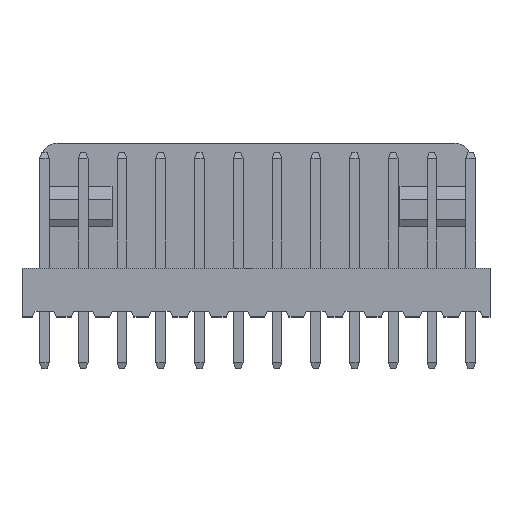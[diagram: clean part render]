
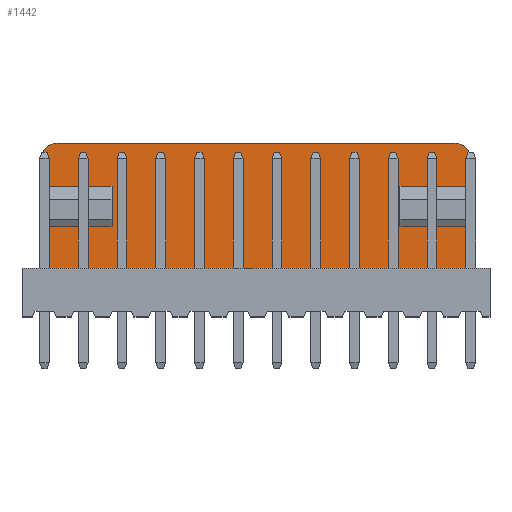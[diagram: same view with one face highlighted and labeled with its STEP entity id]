
A CAD part, top view. The second image highlights one B-rep face of the part: STEP entity #1442.
In plain terms, the highlighted planar face has unit normal (0, 0, 1).
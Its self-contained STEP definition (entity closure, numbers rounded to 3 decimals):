
#209 = ORIENTED_EDGE ( 'NONE', *, *, #2445, .F. ) ;
#278 = ORIENTED_EDGE ( 'NONE', *, *, #2431, .T. ) ;
#284 = ORIENTED_EDGE ( 'NONE', *, *, #2447, .T. ) ;
#324 = ORIENTED_EDGE ( 'NONE', *, *, #2427, .T. ) ;
#351 = ORIENTED_EDGE ( 'NONE', *, *, #2443, .T. ) ;
#358 = ORIENTED_EDGE ( 'NONE', *, *, #2497, .F. ) ;
#374 = ORIENTED_EDGE ( 'NONE', *, *, #2429, .F. ) ;
#381 = ORIENTED_EDGE ( 'NONE', *, *, #2441, .F. ) ;
#411 = ORIENTED_EDGE ( 'NONE', *, *, #2463, .F. ) ;
#414 = ORIENTED_EDGE ( 'NONE', *, *, #2439, .F. ) ;
#416 = ORIENTED_EDGE ( 'NONE', *, *, #2437, .F. ) ;
#448 = ORIENTED_EDGE ( 'NONE', *, *, #2503, .T. ) ;
#454 = ORIENTED_EDGE ( 'NONE', *, *, #2435, .T. ) ;
#472 = ORIENTED_EDGE ( 'NONE', *, *, #2433, .F. ) ;
#1119 = EDGE_LOOP ( 'NONE', ( #209, #351, #381, #448, #414, #358, #416, #454, #472, #411, #278, #284, #374, #324 ) ) ;
#1442 = ADVANCED_FACE ( 'NONE', ( #3765 ), #4974, .T. ) ;
#1946 = VERTEX_POINT ( 'NONE', #5320 ) ;
#1950 = VERTEX_POINT ( 'NONE', #5324 ) ;
#1952 = VERTEX_POINT ( 'NONE', #5326 ) ;
#1955 = VERTEX_POINT ( 'NONE', #5329 ) ;
#1961 = VERTEX_POINT ( 'NONE', #5335 ) ;
#1962 = VERTEX_POINT ( 'NONE', #5336 ) ;
#1963 = VERTEX_POINT ( 'NONE', #5337 ) ;
#1965 = VERTEX_POINT ( 'NONE', #5339 ) ;
#1966 = VERTEX_POINT ( 'NONE', #5340 ) ;
#1968 = VERTEX_POINT ( 'NONE', #5342 ) ;
#1969 = VERTEX_POINT ( 'NONE', #5343 ) ;
#1972 = VERTEX_POINT ( 'NONE', #5346 ) ;
#1973 = VERTEX_POINT ( 'NONE', #5347 ) ;
#1975 = VERTEX_POINT ( 'NONE', #5349 ) ;
#2427 = EDGE_CURVE ( 'NONE', #1972, #1968, #6735, .T. ) ;
#2429 = EDGE_CURVE ( 'NONE', #1972, #1969, #6738, .T. ) ;
#2431 = EDGE_CURVE ( 'NONE', #1963, #1962, #6742, .T. ) ;
#2433 = EDGE_CURVE ( 'NONE', #1965, #1975, #6746, .T. ) ;
#2435 = EDGE_CURVE ( 'NONE', #1961, #1975, #6750, .T. ) ;
#2437 = EDGE_CURVE ( 'NONE', #1961, #1950, #6754, .T. ) ;
#2439 = EDGE_CURVE ( 'NONE', #1946, #1952, #6758, .T. ) ;
#2441 = EDGE_CURVE ( 'NONE', #1955, #1973, #6762, .T. ) ;
#2443 = EDGE_CURVE ( 'NONE', #1966, #1973, #6766, .T. ) ;
#2445 = EDGE_CURVE ( 'NONE', #1966, #1968, #6760, .T. ) ;
#2447 = EDGE_CURVE ( 'NONE', #1962, #1969, #6769, .T. ) ;
#2463 = EDGE_CURVE ( 'NONE', #1963, #1965, #6799, .T. ) ;
#2497 = EDGE_CURVE ( 'NONE', #1950, #1946, #6873, .T. ) ;
#2503 = EDGE_CURVE ( 'NONE', #1955, #1952, #6885, .T. ) ;
#3765 = FACE_OUTER_BOUND ( 'NONE', #1119, .T. ) ;
#4460 = AXIS2_PLACEMENT_3D ( 'NONE', #4975, #4980, #4981 ) ;
#4531 = AXIS2_PLACEMENT_3D ( 'NONE', #6067, #6068, #6069 ) ;
#4532 = AXIS2_PLACEMENT_3D ( 'NONE', #6100, #6101, #6102 ) ;
#4974 = PLANE ( 'NONE',  #4460 ) ;
#4975 = CARTESIAN_POINT ( 'NONE',  ( 5.963, 53.751, -4.64 ) ) ;
#4980 = DIRECTION ( 'NONE',  ( 0., 0., 1. ) ) ;
#4981 = DIRECTION ( 'NONE',  ( 1., 0., 0. ) ) ;
#5320 = CARTESIAN_POINT ( 'NONE',  ( 11.863, 48.254, -4.64 ) ) ;
#5324 = CARTESIAN_POINT ( 'NONE',  ( 7.263, 48.254, -4.64 ) ) ;
#5326 = CARTESIAN_POINT ( 'NONE',  ( 11.863, 50.926, -4.64 ) ) ;
#5329 = CARTESIAN_POINT ( 'NONE',  ( 7.263, 50.926, -4.64 ) ) ;
#5335 = CARTESIAN_POINT ( 'NONE',  ( 7.263, 45.547, -4.64 ) ) ;
#5336 = CARTESIAN_POINT ( 'NONE',  ( 30.743, 50.926, -4.64 ) ) ;
#5337 = CARTESIAN_POINT ( 'NONE',  ( 30.743, 48.254, -4.64 ) ) ;
#5339 = CARTESIAN_POINT ( 'NONE',  ( 35.343, 48.254, -4.64 ) ) ;
#5340 = CARTESIAN_POINT ( 'NONE',  ( 8.263, 53.751, -4.64 ) ) ;
#5342 = CARTESIAN_POINT ( 'NONE',  ( 34.343, 53.751, -4.64 ) ) ;
#5343 = CARTESIAN_POINT ( 'NONE',  ( 35.343, 50.926, -4.64 ) ) ;
#5346 = CARTESIAN_POINT ( 'NONE',  ( 35.343, 52.751, -4.64 ) ) ;
#5347 = CARTESIAN_POINT ( 'NONE',  ( 7.263, 52.751, -4.64 ) ) ;
#5349 = CARTESIAN_POINT ( 'NONE',  ( 35.343, 45.547, -4.64 ) ) ;
#6067 = CARTESIAN_POINT ( 'NONE',  ( 34.343, 52.751, -4.64 ) ) ;
#6068 = DIRECTION ( 'NONE',  ( 0., 0., 1. ) ) ;
#6069 = DIRECTION ( 'NONE',  ( 1., 0., 0. ) ) ;
#6070 = CARTESIAN_POINT ( 'NONE',  ( 35.343, 53.751, -4.64 ) ) ;
#6071 = DIRECTION ( 'NONE',  ( 0., -1., 0. ) ) ;
#6074 = CARTESIAN_POINT ( 'NONE',  ( 30.743, 26.657, -4.64 ) ) ;
#6075 = DIRECTION ( 'NONE',  ( 0., 1., 0. ) ) ;
#6078 = CARTESIAN_POINT ( 'NONE',  ( 35.343, 48.254, -4.64 ) ) ;
#6079 = DIRECTION ( 'NONE',  ( 0., -1., 0. ) ) ;
#6082 = CARTESIAN_POINT ( 'NONE',  ( 5.963, 45.547, -4.64 ) ) ;
#6083 = DIRECTION ( 'NONE',  ( 1., 0., 0. ) ) ;
#6086 = CARTESIAN_POINT ( 'NONE',  ( 7.263, 48.254, -4.64 ) ) ;
#6088 = DIRECTION ( 'NONE',  ( 0., 1., 0. ) ) ;
#6090 = CARTESIAN_POINT ( 'NONE',  ( 11.863, 26.657, -4.64 ) ) ;
#6092 = DIRECTION ( 'NONE',  ( 0., 1., 0. ) ) ;
#6094 = CARTESIAN_POINT ( 'NONE',  ( 7.263, 53.751, -4.64 ) ) ;
#6095 = DIRECTION ( 'NONE',  ( 0., 1., 0. ) ) ;
#6098 = CARTESIAN_POINT ( 'NONE',  ( 5.963, 50.926, -4.64 ) ) ;
#6099 = CARTESIAN_POINT ( 'NONE',  ( 5.963, 53.751, -4.64 ) ) ;
#6100 = CARTESIAN_POINT ( 'NONE',  ( 8.263, 52.751, -4.64 ) ) ;
#6101 = DIRECTION ( 'NONE',  ( 0., 0., 1. ) ) ;
#6102 = DIRECTION ( 'NONE',  ( 1., 0., 0. ) ) ;
#6104 = DIRECTION ( 'NONE',  ( 1., 0., 0. ) ) ;
#6108 = DIRECTION ( 'NONE',  ( 1., 0., 0. ) ) ;
#6120 = CARTESIAN_POINT ( 'NONE',  ( 5.963, 48.254, -4.64 ) ) ;
#6140 = DIRECTION ( 'NONE',  ( 1., 0., 0. ) ) ;
#6207 = CARTESIAN_POINT ( 'NONE',  ( 5.963, 48.254, -4.64 ) ) ;
#6209 = DIRECTION ( 'NONE',  ( 1., 0., 0. ) ) ;
#6219 = CARTESIAN_POINT ( 'NONE',  ( 5.963, 50.926, -4.64 ) ) ;
#6220 = DIRECTION ( 'NONE',  ( 1., 0., 0. ) ) ;
#6735 = CIRCLE ( 'NONE', #4531, 1. ) ;
#6738 = LINE ( 'NONE', #6070, #6741 ) ;
#6741 = VECTOR ( 'NONE', #6071, 1000. ) ;
#6742 = LINE ( 'NONE', #6074, #6745 ) ;
#6745 = VECTOR ( 'NONE', #6075, 1000. ) ;
#6746 = LINE ( 'NONE', #6078, #6749 ) ;
#6749 = VECTOR ( 'NONE', #6079, 1000. ) ;
#6750 = LINE ( 'NONE', #6082, #6753 ) ;
#6753 = VECTOR ( 'NONE', #6083, 1000. ) ;
#6754 = LINE ( 'NONE', #6086, #6757 ) ;
#6757 = VECTOR ( 'NONE', #6088, 1000. ) ;
#6758 = LINE ( 'NONE', #6090, #6761 ) ;
#6760 = LINE ( 'NONE', #6099, #6772 ) ;
#6761 = VECTOR ( 'NONE', #6092, 1000. ) ;
#6762 = LINE ( 'NONE', #6094, #6765 ) ;
#6765 = VECTOR ( 'NONE', #6095, 1000. ) ;
#6766 = CIRCLE ( 'NONE', #4532, 1. ) ;
#6769 = LINE ( 'NONE', #6098, #6776 ) ;
#6772 = VECTOR ( 'NONE', #6104, 1000. ) ;
#6776 = VECTOR ( 'NONE', #6108, 1000. ) ;
#6799 = LINE ( 'NONE', #6120, #6808 ) ;
#6808 = VECTOR ( 'NONE', #6140, 1000. ) ;
#6873 = LINE ( 'NONE', #6207, #6876 ) ;
#6876 = VECTOR ( 'NONE', #6209, 1000. ) ;
#6885 = LINE ( 'NONE', #6219, #6888 ) ;
#6888 = VECTOR ( 'NONE', #6220, 1000. ) ;
